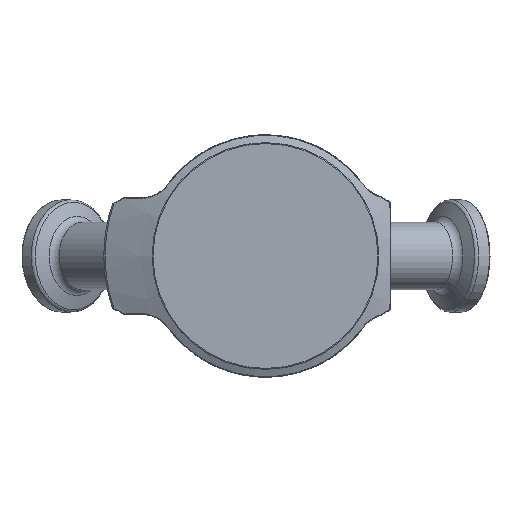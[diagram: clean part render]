
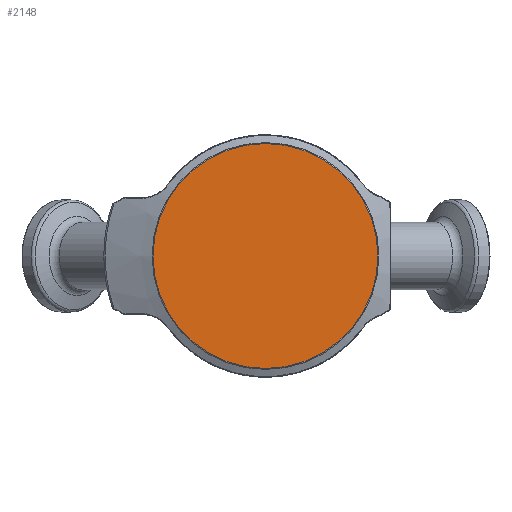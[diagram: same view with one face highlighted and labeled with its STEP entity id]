
A CAD part, front view. The second image highlights one B-rep face of the part: STEP entity #2148.
In plain terms, the highlighted planar face has unit normal (0, -1, 0).
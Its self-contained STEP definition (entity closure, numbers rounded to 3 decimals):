
#511=FACE_OUTER_BOUND('',#635,.T.);
#635=EDGE_LOOP('',(#1889));
#744=CIRCLE('',#2410,25.05);
#944=VERTEX_POINT('',#5292);
#1258=EDGE_CURVE('',#944,#944,#744,.T.);
#1889=ORIENTED_EDGE('',*,*,#1258,.T.);
#1909=PLANE('',#2412);
#2148=ADVANCED_FACE('',(#511),#1909,.T.);
#2410=AXIS2_PLACEMENT_3D('',#5293,#2959,#2960);
#2412=AXIS2_PLACEMENT_3D('',#5295,#2963,#2964);
#2959=DIRECTION('center_axis',(0.,-1.,0.));
#2960=DIRECTION('ref_axis',(1.,0.,0.));
#2963=DIRECTION('center_axis',(0.,-1.,0.));
#2964=DIRECTION('ref_axis',(0.,0.,-1.));
#5292=CARTESIAN_POINT('',(0.,0.,25.05));
#5293=CARTESIAN_POINT('Origin',(0.,0.,
0.));
#5295=CARTESIAN_POINT('Origin',(23.753,0.,
0.));
